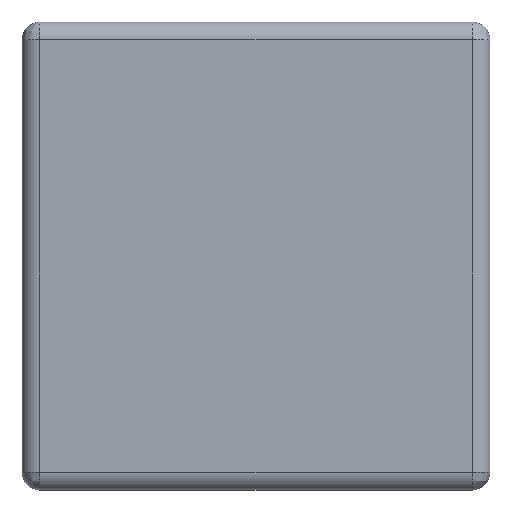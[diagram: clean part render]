
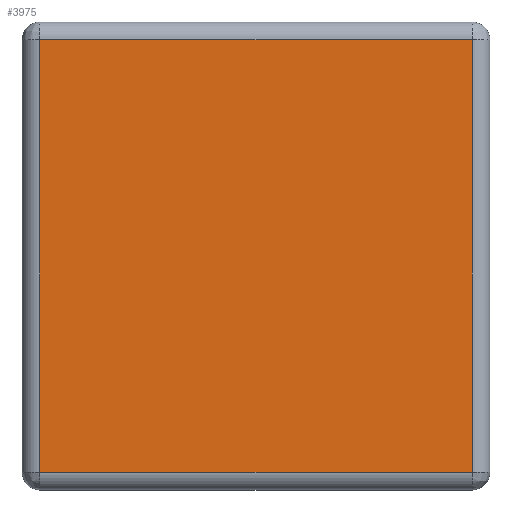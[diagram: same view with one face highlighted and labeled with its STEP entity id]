
A CAD part, top view. The second image highlights one B-rep face of the part: STEP entity #3975.
In plain terms, the highlighted planar face has unit normal (0, 0, 1).
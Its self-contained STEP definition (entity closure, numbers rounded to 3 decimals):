
#114 = CARTESIAN_POINT ( 'NONE',  ( -37., -37., 4. ) ) ;
#229 = DIRECTION ( 'NONE',  ( 0., 1., 0. ) ) ;
#390 = EDGE_CURVE ( 'NONE', #1133, #1585, #4048, .T. ) ;
#400 = EDGE_CURVE ( 'NONE', #3430, #1133, #825, .T. ) ;
#603 = CARTESIAN_POINT ( 'NONE',  ( -37., 40., 4. ) ) ;
#825 = LINE ( 'NONE', #3194, #4558 ) ;
#830 = DIRECTION ( 'NONE',  ( 0., 1., 0. ) ) ;
#1027 = DIRECTION ( 'NONE',  ( 0., -1., 0. ) ) ;
#1036 = EDGE_CURVE ( 'NONE', #1585, #4528, #2517, .T. ) ;
#1102 = LINE ( 'NONE', #2187, #2458 ) ;
#1133 = VERTEX_POINT ( 'NONE', #3908 ) ;
#1192 = CARTESIAN_POINT ( 'NONE',  ( 37., 37., 4. ) ) ;
#1320 = EDGE_CURVE ( 'NONE', #4528, #3430, #1102, .T. ) ;
#1517 = VECTOR ( 'NONE', #229, 1000. ) ;
#1585 = VERTEX_POINT ( 'NONE', #114 ) ;
#1705 = VECTOR ( 'NONE', #3542, 1000. ) ;
#1974 = PLANE ( 'NONE',  #3240 ) ;
#2055 = CARTESIAN_POINT ( 'NONE',  ( -40., -37., 4. ) ) ;
#2092 = ORIENTED_EDGE ( 'NONE', *, *, #390, .F. ) ;
#2187 = CARTESIAN_POINT ( 'NONE',  ( -40., 37., 4. ) ) ;
#2365 = EDGE_LOOP ( 'NONE', ( #2763, #3594, #3820, #2092 ) ) ;
#2458 = VECTOR ( 'NONE', #4861, 1000. ) ;
#2517 = LINE ( 'NONE', #603, #1517 ) ;
#2763 = ORIENTED_EDGE ( 'NONE', *, *, #400, .F. ) ;
#2847 = CARTESIAN_POINT ( 'NONE',  ( -37., 37., 4. ) ) ;
#3032 = CARTESIAN_POINT ( 'NONE',  ( -40., 40., 4. ) ) ;
#3068 = DIRECTION ( 'NONE',  ( 0., 0., -1. ) ) ;
#3194 = CARTESIAN_POINT ( 'NONE',  ( 37., 40., 4. ) ) ;
#3240 = AXIS2_PLACEMENT_3D ( 'NONE', #3032, #3068, #830 ) ;
#3430 = VERTEX_POINT ( 'NONE', #1192 ) ;
#3542 = DIRECTION ( 'NONE',  ( -1., 0., 0. ) ) ;
#3594 = ORIENTED_EDGE ( 'NONE', *, *, #1320, .F. ) ;
#3820 = ORIENTED_EDGE ( 'NONE', *, *, #1036, .F. ) ;
#3908 = CARTESIAN_POINT ( 'NONE',  ( 37., -37., 4. ) ) ;
#3975 = ADVANCED_FACE ( 'NONE', ( #4816 ), #1974, .F. ) ;
#4048 = LINE ( 'NONE', #2055, #1705 ) ;
#4528 = VERTEX_POINT ( 'NONE', #2847 ) ;
#4558 = VECTOR ( 'NONE', #1027, 1000. ) ;
#4816 = FACE_OUTER_BOUND ( 'NONE', #2365, .T. ) ;
#4861 = DIRECTION ( 'NONE',  ( 1., 0., 0. ) ) ;
